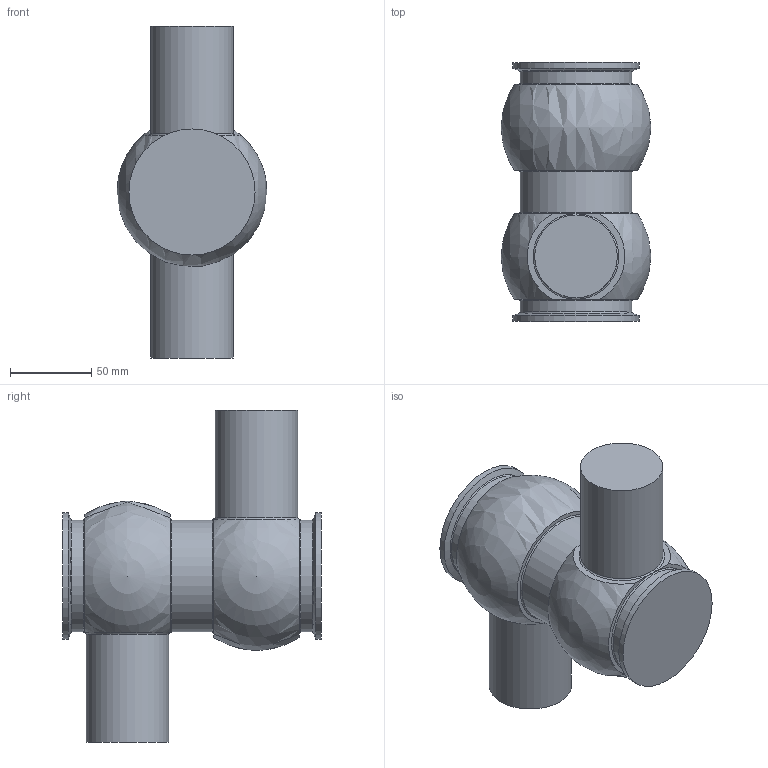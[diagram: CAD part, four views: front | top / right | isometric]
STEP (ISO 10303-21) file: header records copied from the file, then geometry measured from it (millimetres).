
FILE_DESCRIPTION(/* description */ (''),/* implementation_level */ '2;1');
FILE_NAME(/* name */ '113085.STEP',/* time_stamp */ '2021-04-22T14:52:43-05:00',/* author */ ('FA67NH'),/* organization */ (''),/* preprocessor_version */ 'ST-DEVELOPER v18.1',/* originating_system */ 'Autodesk Inventor 2020',/* authorisation */ '');
FILE_SCHEMA (('AUTOMOTIVE_DESIGN { 1 0 10303 214 3 1 1 }'));
Length unit declared in the file: inch
Products named in the file (1): 113085
Bounding box: 92.05 x 159.05 x 203.96 mm (x, y, z)
Volume: 1072482 mm3; surface area: 76186.8 mm2
Topology: 1 solids, 1 shells, 29 faces, 89 edges, 61 vertices
Faces by surface type: plane 10, torus 8, cylinder 7, cone 2, sphere 2
Full cylindrical faces by diameter (mm): 50.8 x2, 68.783 x3, 77.47 x2
Entity records: 1095 total; most frequent: CARTESIAN_POINT 215, DIRECTION 201, ORIENTED_EDGE 170, AXIS2_PLACEMENT_3D 92, EDGE_CURVE 85, CIRCLE 62, VERTEX_POINT 61, EDGE_LOOP 32
